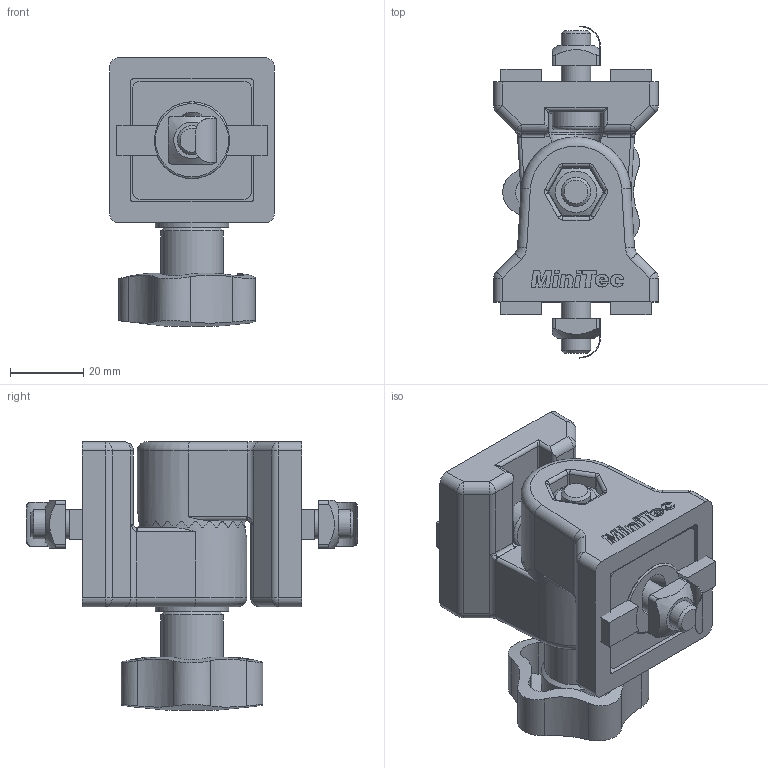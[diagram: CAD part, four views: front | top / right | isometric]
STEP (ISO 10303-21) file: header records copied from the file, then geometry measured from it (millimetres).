
FILE_DESCRIPTION(/* description */ ('Gelenk 45 R mit Sterngriff'),/* implementation_level */ '2;1');
FILE_NAME(/* name */ 'ZEI_CAD_212230-7-REV00_#SALL_#AIN_#V1.step',/* time_stamp */ '2022-10-10T06:59:47+02:00',/* author */ ('MiniTec'),/* organization */ ('MiniTec GmbH & Co.KG'),/* preprocessor_version */ 'ST-DEVELOPER v18.1',/* originating_system */ 'Autodesk Inventor 2021',/* authorisation */ '');
FILE_SCHEMA (('CONFIG_CONTROL_DESIGN'));
Length unit declared in the file: millimetre
Products named in the file (8): leer; 21-2042-0FZ.003; 21-1351-2FZ.005; leer_1; leer_2; leer_3; 21-2016-0FZ.002; leer_4
Assembly tree (11 placements, depth 2):
  leer
    21-2042-0FZ.003  x2
    21-1351-2FZ.005  x2
    leer_1
    leer_2
    leer_3
    21-2016-0FZ.002  x2
    leer_4  x2
Bounding box: 45 x 90.61 x 73.25 mm (x, y, z)
Volume: 98093.6 mm3; surface area: 38071.6 mm2
Topology: 11 solids, 11 shells, 726 faces, 1886 edges, 1193 vertices
Faces by surface type: plane 355, cylinder 254, torus 38, bspline 32, sphere 30, cone 17
Full cylindrical faces by diameter (mm): 6.647 x1, 8 x7, 8.4 x1, 13 x2, 17 x1, 19 x1, 20 x1, 20.5 x2, 21 x2
Entity records: 13299 total; most frequent: CARTESIAN_POINT 3468, DIRECTION 2007, ORIENTED_EDGE 1996, EDGE_CURVE 998, AXIS2_PLACEMENT_3D 755, VERTEX_POINT 640, LINE 497, VECTOR 497
